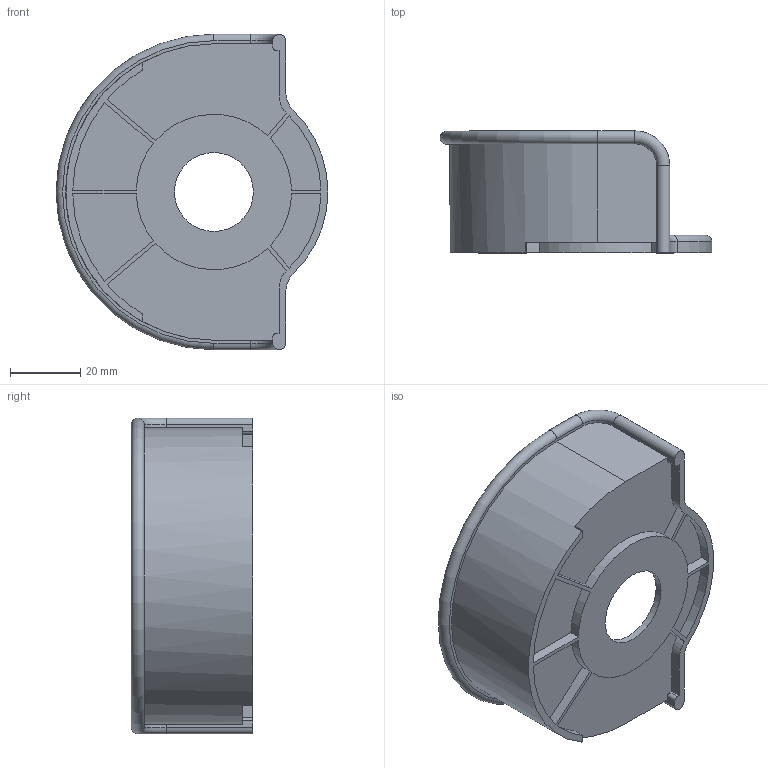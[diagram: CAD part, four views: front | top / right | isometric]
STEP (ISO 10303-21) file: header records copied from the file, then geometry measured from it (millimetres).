
FILE_DESCRIPTION((''),'2;1');
FILE_NAME('F-69','2023-10-27T',('Administrator'),('zyb.com'),'PRO/ENGINEER BY PARAMETRIC TECHNOLOGY CORPORATION, 2010280','PRO/ENGINEER BY PARAMETRIC TECHNOLOGY CORPORATION, 2010280','');
FILE_SCHEMA(('CONFIG_CONTROL_DESIGN','SHAPE_APPEARANCE_LAYERS_GROUPS'));
Length unit declared in the file: millimetre
Products named in the file (1): F-69
Bounding box: 77.5 x 34.7 x 90 mm (x, y, z)
Volume: 22459.4 mm3; surface area: 22886.6 mm2
Topology: 1 solids, 1 shells, 89 faces, 224 edges, 142 vertices
Faces by surface type: cylinder 40, plane 37, torus 9, bspline 2, cone 1
Entity records: 3594 total; most frequent: CARTESIAN_POINT 611, DIRECTION 482, ORIENTED_EDGE 448, PRESENTATION_STYLE_ASSIGNMENT 225, STYLED_ITEM 225, CURVE_STYLE 224, EDGE_CURVE 224, AXIS2_PLACEMENT_3D 177
